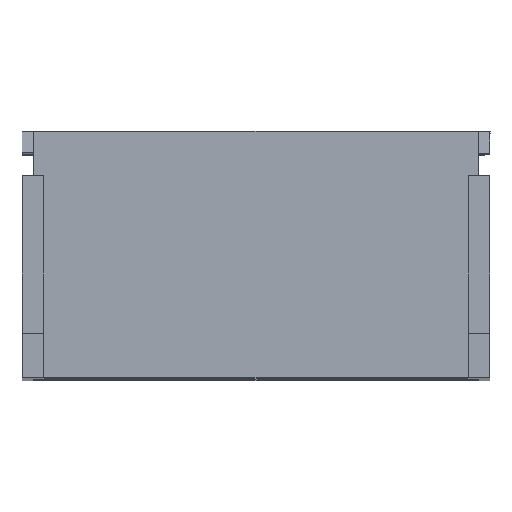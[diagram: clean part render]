
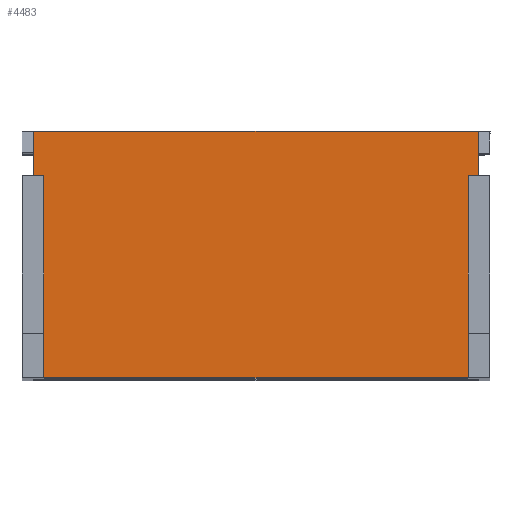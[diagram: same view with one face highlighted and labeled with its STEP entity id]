
A CAD part, top view. The second image highlights one B-rep face of the part: STEP entity #4483.
In plain terms, the highlighted planar face has unit normal (0, 0, 1).
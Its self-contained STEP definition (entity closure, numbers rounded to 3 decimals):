
#4354 = VERTEX_POINT('',#4355);
#4355 = CARTESIAN_POINT('',(0.,0.,22.));
#4370 = VERTEX_POINT('',#4371);
#4371 = CARTESIAN_POINT('',(0.,250.,22.));
#4377 = EDGE_CURVE('',#4354,#4370,#4378,.T.);
#4378 = LINE('',#4379,#4380);
#4379 = CARTESIAN_POINT('',(0.,0.,22.));
#4380 = VECTOR('',#4381,1.);
#4381 = DIRECTION('',(0.,1.,0.));
#4394 = VERTEX_POINT('',#4395);
#4395 = CARTESIAN_POINT('',(450.,0.,22.));
#4410 = VERTEX_POINT('',#4411);
#4411 = CARTESIAN_POINT('',(450.,250.,22.));
#4417 = EDGE_CURVE('',#4394,#4410,#4418,.T.);
#4418 = LINE('',#4419,#4420);
#4419 = CARTESIAN_POINT('',(450.,0.,22.));
#4420 = VECTOR('',#4421,1.);
#4421 = DIRECTION('',(0.,1.,0.));
#4438 = EDGE_CURVE('',#4354,#4394,#4439,.T.);
#4439 = LINE('',#4440,#4441);
#4440 = CARTESIAN_POINT('',(0.,0.,22.));
#4441 = VECTOR('',#4442,1.);
#4442 = DIRECTION('',(1.,0.,0.));
#4460 = EDGE_CURVE('',#4370,#4410,#4461,.T.);
#4461 = LINE('',#4462,#4463);
#4462 = CARTESIAN_POINT('',(0.,250.,22.));
#4463 = VECTOR('',#4464,1.);
#4464 = DIRECTION('',(1.,0.,0.));
#4483 = ADVANCED_FACE('',(#4484),#4490,.T.);
#4484 = FACE_BOUND('',#4485,.T.);
#4485 = EDGE_LOOP('',(#4486,#4487,#4488,#4489));
#4486 = ORIENTED_EDGE('',*,*,#4377,.F.);
#4487 = ORIENTED_EDGE('',*,*,#4438,.T.);
#4488 = ORIENTED_EDGE('',*,*,#4417,.T.);
#4489 = ORIENTED_EDGE('',*,*,#4460,.F.);
#4490 = PLANE('',#4491);
#4491 = AXIS2_PLACEMENT_3D('',#4492,#4493,#4494);
#4492 = CARTESIAN_POINT('',(0.,0.,22.));
#4493 = DIRECTION('',(0.,0.,1.));
#4494 = DIRECTION('',(1.,0.,0.));
